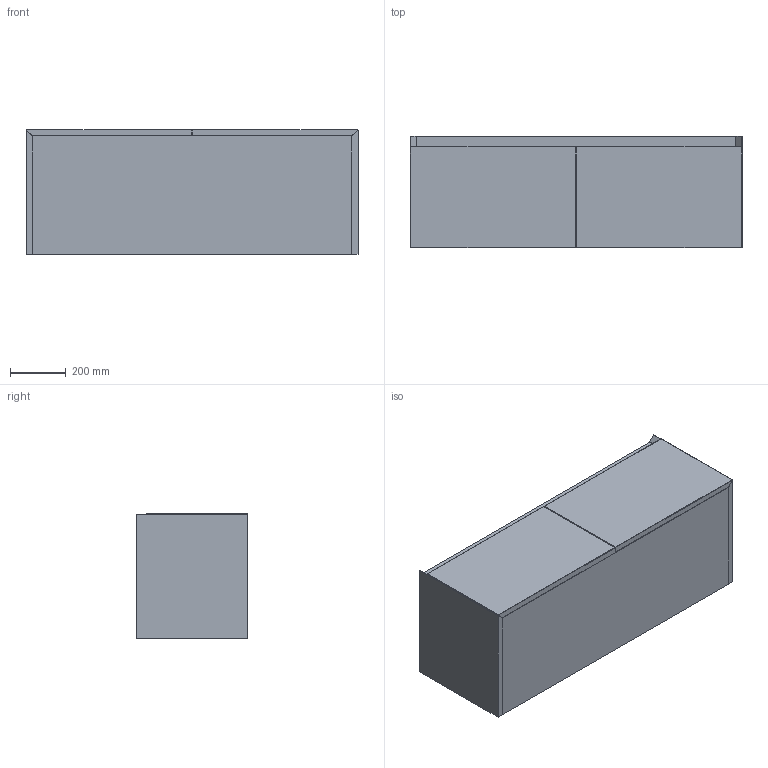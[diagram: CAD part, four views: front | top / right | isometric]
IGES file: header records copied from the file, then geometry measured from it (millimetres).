
Start section: SolidWorks IGES file using analytic representation for surfaces
Global section: file name: QF1201.2 - QF1202.2 - QF1203.2.IGS; native system: SolidWorks 2018; preprocessor: SolidWorks 2018; author: adam.jones; date: 181128.133016; units: millimetre
Bounding box: 1190 x 400 x 448 mm (x, y, z)
Surface area: 5393254.9 mm2 (no closed solid volume)
Topology: 0 solids, 0 shells, 295 faces, 2440 edges, 2426 vertices
Faces by surface type: bspline 191, revolution 104
